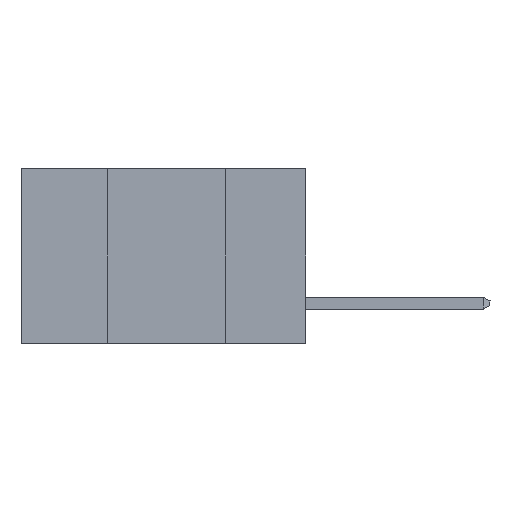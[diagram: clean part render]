
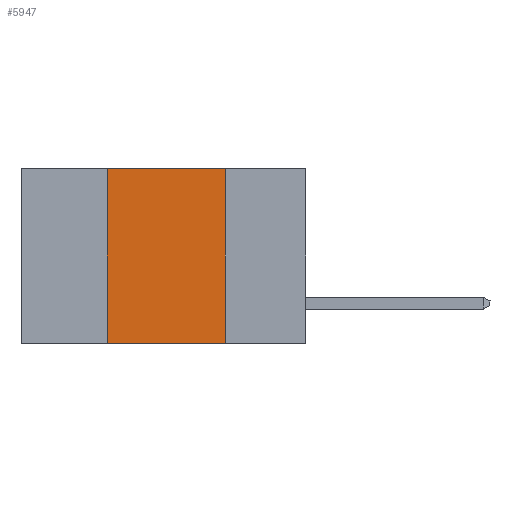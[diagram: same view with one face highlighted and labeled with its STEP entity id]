
A CAD part, left-side view. The second image highlights one B-rep face of the part: STEP entity #5947.
In plain terms, the highlighted planar face has unit normal (-1, 0, 0).
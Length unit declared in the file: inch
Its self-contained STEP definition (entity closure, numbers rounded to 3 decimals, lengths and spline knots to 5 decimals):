
#188 = VECTOR ( 'NONE', #9401, 39.37008 ) ;
#1190 = CARTESIAN_POINT ( 'NONE',  ( 0., 0.6, -0.37 ) ) ;
#1295 = DIRECTION ( 'NONE',  ( 0., -1., 0. ) ) ;
#1645 = CARTESIAN_POINT ( 'NONE',  ( 0., 0.17, 0. ) ) ;
#2173 = CARTESIAN_POINT ( 'NONE',  ( 0., 0.17, 0. ) ) ;
#2506 = VECTOR ( 'NONE', #12273, 39.37008 ) ;
#2507 = EDGE_CURVE ( 'NONE', #13908, #4986, #15508, .T. ) ;
#2583 = CARTESIAN_POINT ( 'NONE',  ( 0., 0.6, 0. ) ) ;
#3892 = PLANE ( 'NONE',  #7570 ) ;
#4111 = LINE ( 'NONE', #2173, #188 ) ;
#4986 = VERTEX_POINT ( 'NONE', #1645 ) ;
#5602 = ORIENTED_EDGE ( 'NONE', *, *, #11574, .F. ) ;
#5806 = FACE_OUTER_BOUND ( 'NONE', #7421, .T. ) ;
#5947 = ADVANCED_FACE ( 'NONE', ( #5806 ), #3892, .F. ) ;
#6434 = VERTEX_POINT ( 'NONE', #12157 ) ;
#6795 = LINE ( 'NONE', #15679, #2506 ) ;
#6887 = ORIENTED_EDGE ( 'NONE', *, *, #10889, .F. ) ;
#7421 = EDGE_LOOP ( 'NONE', ( #6887, #14747, #5602, #13638 ) ) ;
#7570 = AXIS2_PLACEMENT_3D ( 'NONE', #15159, #12674, #13759 ) ;
#8779 = CARTESIAN_POINT ( 'NONE',  ( 0., 0.17, -0.37 ) ) ;
#9401 = DIRECTION ( 'NONE',  ( 0., 0., -1. ) ) ;
#10889 = EDGE_CURVE ( 'NONE', #4986, #12695, #4111, .T. ) ;
#11574 = EDGE_CURVE ( 'NONE', #6434, #13908, #6795, .T. ) ;
#11822 = CARTESIAN_POINT ( 'NONE',  ( 0., 0.42, 0. ) ) ;
#12157 = CARTESIAN_POINT ( 'NONE',  ( 0., 0.42, -0.37 ) ) ;
#12273 = DIRECTION ( 'NONE',  ( 0., 0., 1. ) ) ;
#12674 = DIRECTION ( 'NONE',  ( 1., 0., 0. ) ) ;
#12695 = VERTEX_POINT ( 'NONE', #8779 ) ;
#13509 = DIRECTION ( 'NONE',  ( 0., -1., 0. ) ) ;
#13638 = ORIENTED_EDGE ( 'NONE', *, *, #14507, .T. ) ;
#13759 = DIRECTION ( 'NONE',  ( 0., 0., -1. ) ) ;
#13908 = VERTEX_POINT ( 'NONE', #11822 ) ;
#14162 = VECTOR ( 'NONE', #13509, 39.37008 ) ;
#14334 = LINE ( 'NONE', #1190, #14524 ) ;
#14507 = EDGE_CURVE ( 'NONE', #6434, #12695, #14334, .T. ) ;
#14524 = VECTOR ( 'NONE', #1295, 39.37008 ) ;
#14747 = ORIENTED_EDGE ( 'NONE', *, *, #2507, .F. ) ;
#15159 = CARTESIAN_POINT ( 'NONE',  ( 0., 0.6, 0. ) ) ;
#15508 = LINE ( 'NONE', #2583, #14162 ) ;
#15679 = CARTESIAN_POINT ( 'NONE',  ( 0., 0.42, 0. ) ) ;
